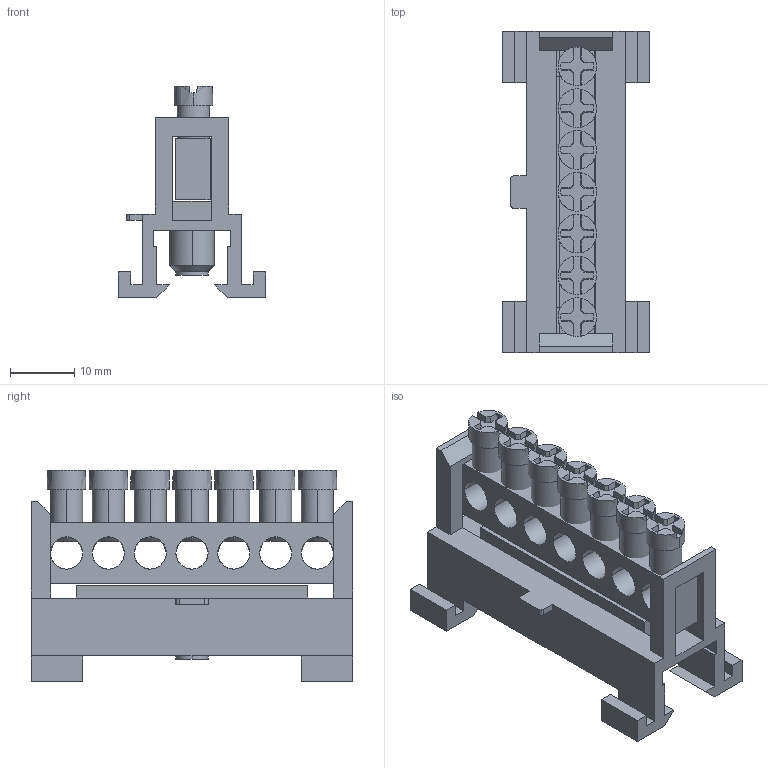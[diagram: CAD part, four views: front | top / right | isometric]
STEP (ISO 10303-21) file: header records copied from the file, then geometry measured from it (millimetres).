
FILE_DESCRIPTION(/* description */ (''),/* implementation_level */ '2;1');
FILE_NAME(/* name */ '2054019',/* time_stamp */ '2015-07-24T08:39:34+02:00',/* author */ (''),/* organization */ (''),/* preprocessor_version */ 'ST-DEVELOPER v15',/* originating_system */ '',/* authorisation */ '');
FILE_SCHEMA (('CONFIG_CONTROL_DESIGN'));
Length unit declared in the file: millimetre
Products named in the file (2): Document; Block 01
Assembly tree (1 placements, depth 2):
  Document
    Block 01
Bounding box: 23 x 50 x 32.85 mm (x, y, z)
Volume: 8004.6 mm3; surface area: 8907.5 mm2
Topology: 9 solids, 9 shells, 317 faces, 868 edges, 561 vertices
Faces by surface type: plane 161, bspline 156
Entity records: 12039 total; most frequent: CARTESIAN_POINT 6568, ORIENTED_EDGE 1708, EDGE_CURVE 854, B_SPLINE_CURVE_WITH_KNOTS 588, VERTEX_POINT 561, EDGE_LOOP 355, ADVANCED_FACE 317, FACE_OUTER_BOUND 317
